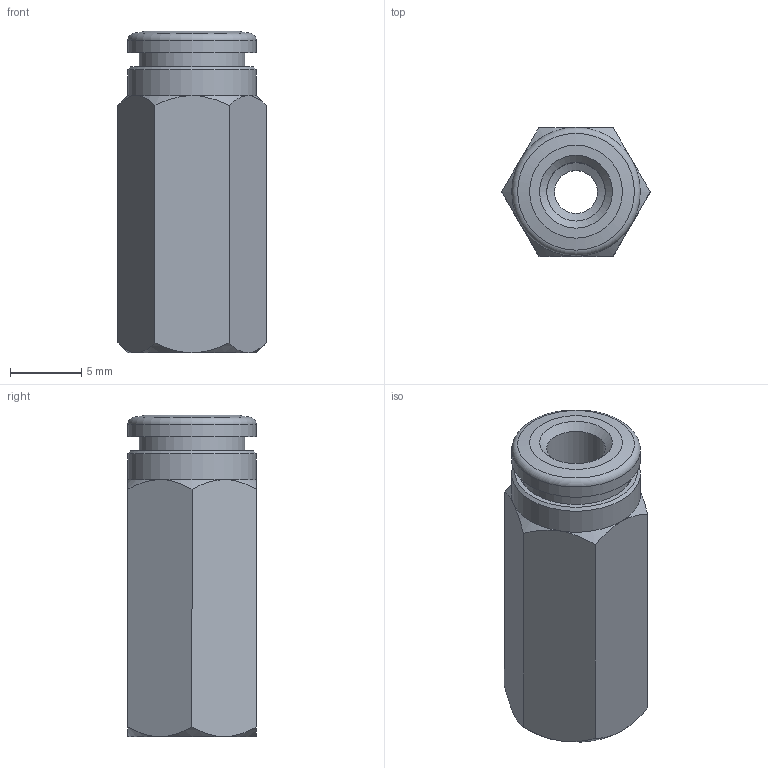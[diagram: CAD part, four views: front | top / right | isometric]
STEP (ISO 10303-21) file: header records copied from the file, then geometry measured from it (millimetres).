
FILE_DESCRIPTION(( 'MA.13.04.M5.STP' ), '1');
FILE_NAME( 'MA.13.04.M5.STP', '2018-10-01T09:35:14',( 'Sopra'),('sopra-pneumatic.com'), 'SwSTEP 2.0','SolidWorks 2009','' );
FILE_SCHEMA (('AUTOMOTIVE_DESIGN { 1 0 10303 214 1 1 1 1 }'));
Length unit declared in the file: millimetre
Products named in the file (3): Root; DR4_NEU; R200200-i
Assembly tree (2 placements, depth 2):
  Root
    DR4_NEU
    R200200-i
Bounding box: 10.39 x 9 x 22.5 mm (x, y, z)
Volume: 1083.2 mm3; surface area: 1433.1 mm2
Topology: 2 solids, 2 shells, 46 faces, 95 edges, 55 vertices
Faces by surface type: cone 23, plane 12, cylinder 10, torus 1
Full cylindrical faces by diameter (mm): 3 x1, 4.019 x1, 4.1 x2, 6.4 x1, 7.3 x1, 7.4 x1, 7.6 x1, 9 x2
Entity records: 1833 total; most frequent: DIRECTION 232, CARTESIAN_POINT 170, PRESENTATION_STYLE_ASSIGNMENT 140, COLOUR_RGB 139, DRAUGHTING_PRE_DEFINED_CURVE_FONT 138, CURVE_STYLE 138, OVER_RIDING_STYLED_ITEM 138, ORIENTED_EDGE 138
